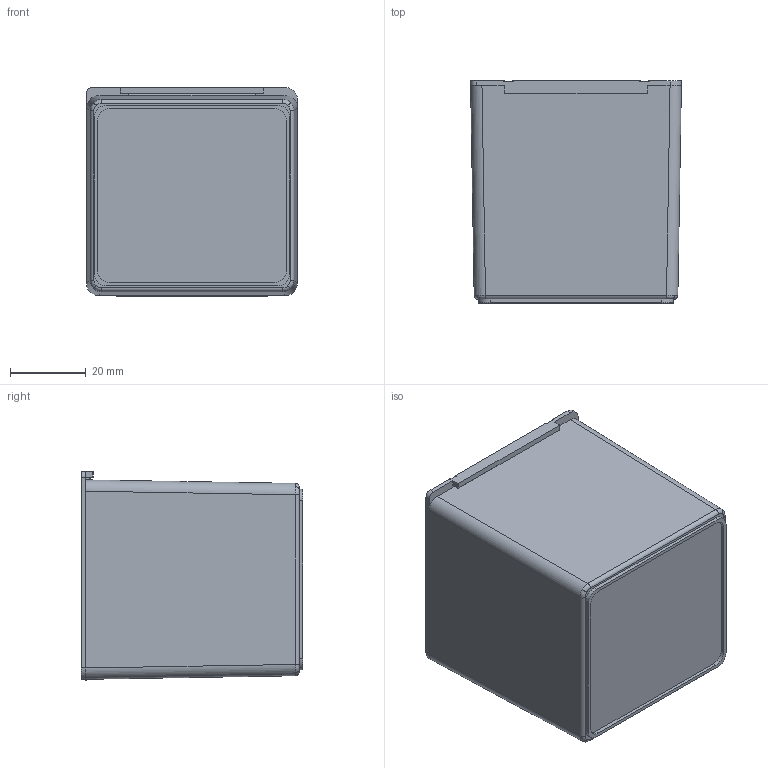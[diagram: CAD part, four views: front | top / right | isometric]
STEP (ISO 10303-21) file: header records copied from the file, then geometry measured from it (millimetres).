
FILE_DESCRIPTION (( 'STEP AP214' ), '1' );
FILE_NAME ('B113 Êîðîáêà ïëàñòèêîâàÿ, ?52x50x55 ìì.STEP', '2020-04-06T13:18:49', ( '' ), ( '' ), 'SwSTEP 2.0', 'SolidWorks 2020', '' );
FILE_SCHEMA (( 'AUTOMOTIVE_DESIGN' ));
Length unit declared in the file: millimetre
Products named in the file (3): B113 Åìêîñòü; B113 Êîðîáêà ïëàñòèêîâàÿ, ?52x50x55 ìì; B113 Êðûøêà
Assembly tree (2 placements, depth 2):
  B113 Êîðîáêà ïëàñòèêîâàÿ, ?52x50x55 ìì
    B113 Åìêîñòü
    B113 Êðûøêà
Bounding box: 55.8 x 58.7 x 55.3 mm (x, y, z)
Volume: 20809 mm3; surface area: 36222 mm2
Topology: 2 solids, 2 shells, 138 faces, 367 edges, 238 vertices
Faces by surface type: plane 69, cylinder 57, bspline 12
Entity records: 4587 total; most frequent: CARTESIAN_POINT 1096, ORIENTED_EDGE 734, DIRECTION 699, EDGE_CURVE 367, VERTEX_POINT 238, LINE 233, VECTOR 233, AXIS2_PLACEMENT_3D 233
